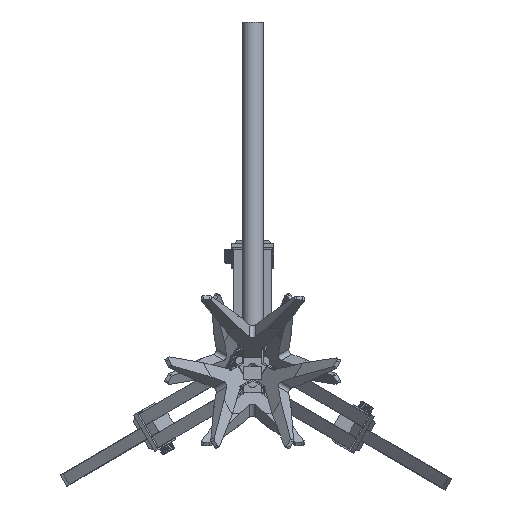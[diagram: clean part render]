
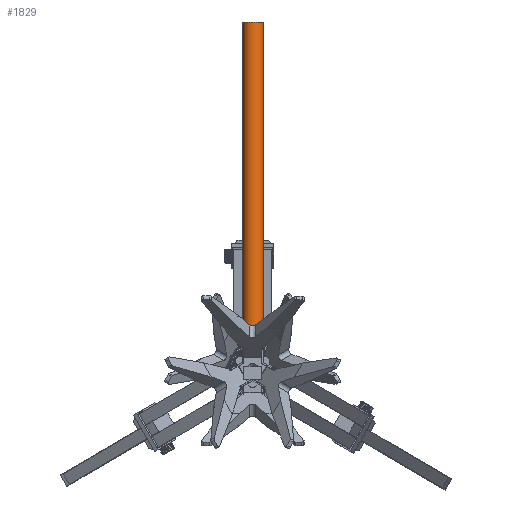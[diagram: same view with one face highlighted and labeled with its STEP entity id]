
A CAD part, top view. The second image highlights one B-rep face of the part: STEP entity #1829.
In plain terms, the highlighted cylindrical face has radius 15 mm (diameter 30 mm), a partial arc.
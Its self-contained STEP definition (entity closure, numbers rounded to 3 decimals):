
#1829 = ADVANCED_FACE( 'NONE', ( #4486 ), #4487, .T. );
#4486 = FACE_OUTER_BOUND( '', #8092, .T. );
#4487 = CYLINDRICAL_SURFACE( '', #8093, 15. );
#8092 = EDGE_LOOP( '', ( #13296, #13297, #13298, #13299 ) );
#8093 = AXIS2_PLACEMENT_3D( '', #13300, #13301, #13302 );
#13296 = ORIENTED_EDGE( '', *, *, #22398, .F. );
#13297 = ORIENTED_EDGE( '', *, *, #22399, .T. );
#13298 = ORIENTED_EDGE( '', *, *, #21684, .F. );
#13299 = ORIENTED_EDGE( '', *, *, #21426, .F. );
#13300 = CARTESIAN_POINT( '', ( 0., 500., 0. ) );
#13301 = DIRECTION( '', ( 0., 1., 0. ) );
#13302 = DIRECTION( '', ( 0., 0., -1. ) );
#21426 = EDGE_CURVE( '', #25797, #25800, #25801, .T. );
#21684 = EDGE_CURVE( '', #25800, #26241, #26242, .T. );
#22398 = EDGE_CURVE( '', #27450, #25797, #27451, .F. );
#22399 = EDGE_CURVE( '', #27450, #26241, #27452, .T. );
#25797 = VERTEX_POINT( '', #32860 );
#25800 = VERTEX_POINT( '', #32864 );
#25801 = CIRCLE( '', #32865, 15. );
#26241 = VERTEX_POINT( '', #33856 );
#26242 = LINE( '', #33857, #33858 );
#27450 = VERTEX_POINT( '', #37723 );
#27451 = LINE( '', #37724, #37725 );
#27452 = CIRCLE( '', #37726, 15. );
#32860 = CARTESIAN_POINT( '', ( -14.586, 500., 3.5 ) );
#32864 = CARTESIAN_POINT( '', ( -14.586, 500., -3.5 ) );
#32865 = AXIS2_PLACEMENT_3D( '', #47975, #47976, #47977 );
#33856 = CARTESIAN_POINT( '', ( -14.586, -20., -3.5 ) );
#33857 = CARTESIAN_POINT( '', ( -14.586, 500., -3.5 ) );
#33858 = VECTOR( '', #48292, 1000. );
#37723 = CARTESIAN_POINT( '', ( -14.586, -20., 3.5 ) );
#37724 = CARTESIAN_POINT( '', ( -14.586, 500., 3.5 ) );
#37725 = VECTOR( '', #49159, 1000. );
#37726 = AXIS2_PLACEMENT_3D( '', #49160, #49161, #49162 );
#47975 = CARTESIAN_POINT( '', ( 0., 500., 0. ) );
#47976 = DIRECTION( '', ( 0., 1., 0. ) );
#47977 = DIRECTION( '', ( 0., 0., 1. ) );
#48292 = DIRECTION( '', ( 0., -1., 0. ) );
#49159 = DIRECTION( '', ( 0., -1., 0. ) );
#49160 = CARTESIAN_POINT( '', ( 0., -20., 0. ) );
#49161 = DIRECTION( '', ( 0., 1., 0. ) );
#49162 = DIRECTION( '', ( 0., 0., 1. ) );
